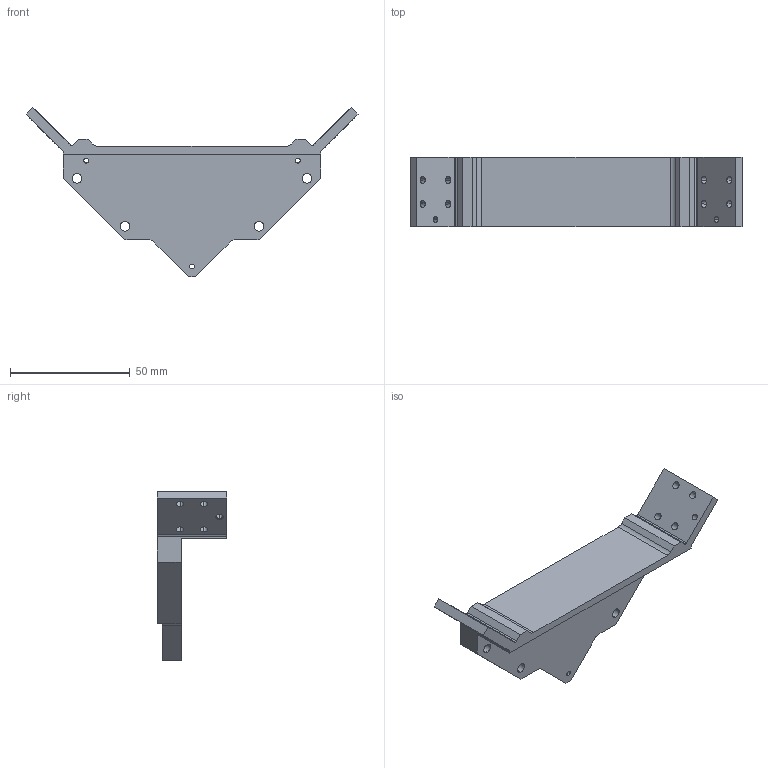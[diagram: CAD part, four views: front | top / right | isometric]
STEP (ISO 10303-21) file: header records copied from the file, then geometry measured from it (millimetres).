
FILE_DESCRIPTION (( 'STEP AP203' ), '1' );
FILE_NAME ('翋极.STEP', '2020-11-23T10:52:03', ( '' ), ( '' ), 'SwSTEP 2.0', 'SolidWorks 2018', '' );
FILE_SCHEMA (( 'CONFIG_CONTROL_DESIGN' ));
Length unit declared in the file: millimetre
Products named in the file (1): 翋极
Bounding box: 138.59 x 29 x 70.71 mm (x, y, z)
Volume: 37665.4 mm3; surface area: 19324.8 mm2
Topology: 1 solids, 1 shells, 93 faces, 266 edges, 176 vertices
Faces by surface type: cylinder 52, plane 37, cone 4
Entity records: 3221 total; most frequent: DIRECTION 562, CARTESIAN_POINT 536, ORIENTED_EDGE 532, EDGE_CURVE 266, AXIS2_PLACEMENT_3D 202, VERTEX_POINT 176, LINE 158, VECTOR 158
